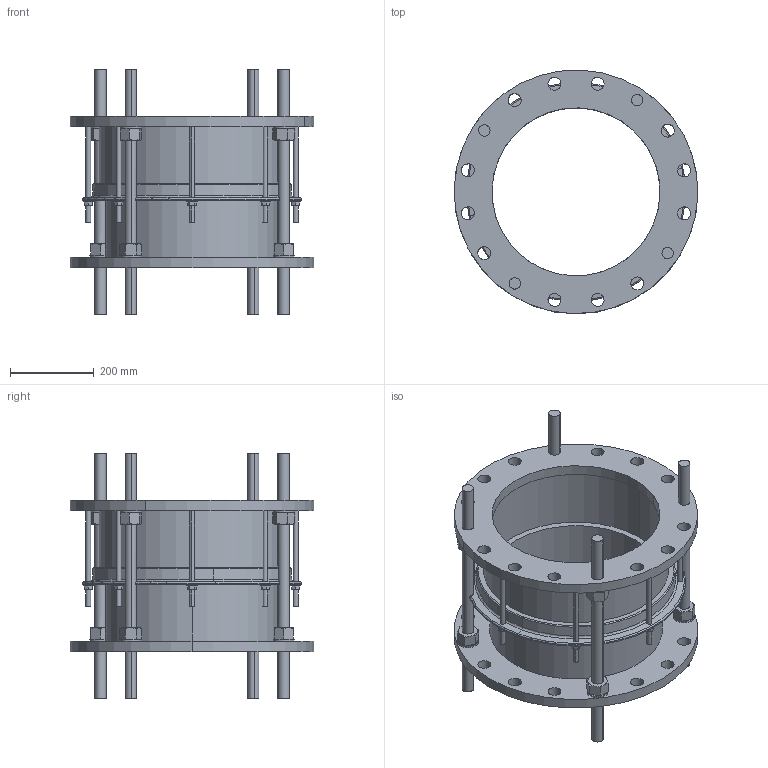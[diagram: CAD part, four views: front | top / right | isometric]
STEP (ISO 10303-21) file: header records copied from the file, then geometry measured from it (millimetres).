
FILE_DESCRIPTION (( 'STEP AP203' ), '1' );
FILE_NAME ('O_265_30_DN400_step.STEP', '2015-06-04T08:57:31', ( '' ), ( '' ), 'SwSTEP 2.0', 'SolidWorks 2012', '' );
FILE_SCHEMA (( 'CONFIG_CONTROL_DESIGN' ));
Length unit declared in the file: millimetre
Products named in the file (1): O_265_30_DN400_step
Bounding box: 580 x 580 x 585 mm (x, y, z)
Volume: 12373262.5 mm3; surface area: 1953110.3 mm2
Topology: 1 solids, 1 shells, 466 faces, 1156 edges, 730 vertices
Faces by surface type: plane 200, cylinder 173, cone 84, torus 9
Entity records: 16196 total; most frequent: CARTESIAN_POINT 5013, ORIENTED_EDGE 2312, DIRECTION 2293, EDGE_CURVE 1156, AXIS2_PLACEMENT_3D 942, VERTEX_POINT 730, EDGE_LOOP 586, CIRCLE 475
